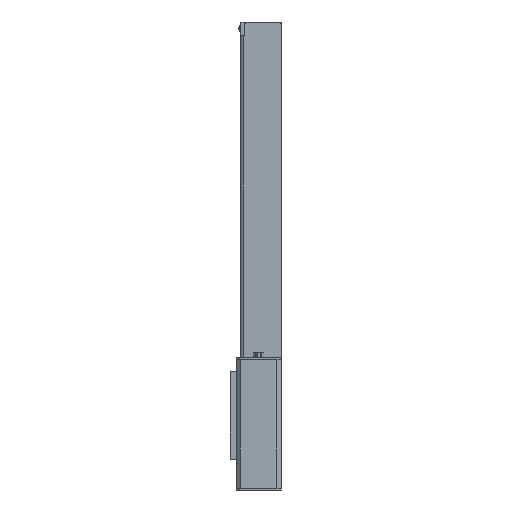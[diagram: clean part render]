
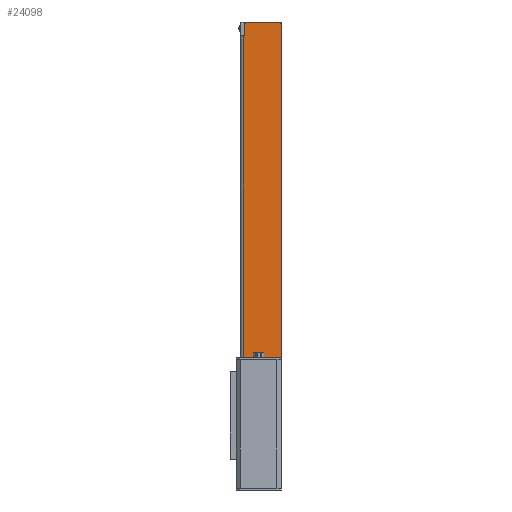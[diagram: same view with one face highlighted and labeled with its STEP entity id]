
A CAD part, left-side view. The second image highlights one B-rep face of the part: STEP entity #24098.
In plain terms, the highlighted planar face has unit normal (-1, 0, 0).
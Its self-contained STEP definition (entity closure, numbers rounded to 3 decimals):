
#133 = AXIS2_PLACEMENT_3D ( 'NONE', #13943, #23255, #21511 ) ;
#1054 = EDGE_CURVE ( 'NONE', #23464, #5617, #4193, .T. ) ;
#1124 = CARTESIAN_POINT ( 'NONE',  ( -51.27, 13., 458.673 ) ) ;
#1829 = CARTESIAN_POINT ( 'NONE',  ( -51.27, 14.125, 402. ) ) ;
#1926 = EDGE_CURVE ( 'NONE', #11966, #13356, #2384, .T. ) ;
#2284 = VERTEX_POINT ( 'NONE', #19207 ) ;
#2384 = LINE ( 'NONE', #9997, #3918 ) ;
#2566 = CARTESIAN_POINT ( 'NONE',  ( -51.27, 14.125, 414.2 ) ) ;
#3918 = VECTOR ( 'NONE', #17598, 1000. ) ;
#4193 = LINE ( 'NONE', #2566, #21245 ) ;
#5129 = CARTESIAN_POINT ( 'NONE',  ( -51.27, 14.125, 402. ) ) ;
#5235 = DIRECTION ( 'NONE',  ( 0., 0., -1. ) ) ;
#5363 = EDGE_CURVE ( 'NONE', #8592, #5617, #13276, .T. ) ;
#5491 = ORIENTED_EDGE ( 'NONE', *, *, #5363, .T. ) ;
#5617 = VERTEX_POINT ( 'NONE', #10580 ) ;
#6150 = LINE ( 'NONE', #8145, #18821 ) ;
#6392 = CIRCLE ( 'NONE', #14389, 2. ) ;
#6633 = CARTESIAN_POINT ( 'NONE',  ( -51.27, 14.125, 10. ) ) ;
#7163 = VECTOR ( 'NONE', #20648, 1000. ) ;
#8080 = ORIENTED_EDGE ( 'NONE', *, *, #19760, .T. ) ;
#8145 = CARTESIAN_POINT ( 'NONE',  ( -51.27, 14.125, 458.673 ) ) ;
#8364 = DIRECTION ( 'NONE',  ( 0., 0., -1. ) ) ;
#8475 = VERTEX_POINT ( 'NONE', #1829 ) ;
#8592 = VERTEX_POINT ( 'NONE', #17414 ) ;
#8665 = DIRECTION ( 'NONE',  ( -1., 0., 0. ) ) ;
#8703 = VECTOR ( 'NONE', #8364, 1000. ) ;
#9804 = ORIENTED_EDGE ( 'NONE', *, *, #22778, .T. ) ;
#9997 = CARTESIAN_POINT ( 'NONE',  ( -51.27, 14.125, 10. ) ) ;
#10580 = CARTESIAN_POINT ( 'NONE',  ( -51.27, -19., 414.2 ) ) ;
#10976 = CARTESIAN_POINT ( 'NONE',  ( -51.27, 11., 414.2 ) ) ;
#11240 = DIRECTION ( 'NONE',  ( 0., 0., -1. ) ) ;
#11614 = CARTESIAN_POINT ( 'NONE',  ( -51.27, -19., 12. ) ) ;
#11966 = VERTEX_POINT ( 'NONE', #6633 ) ;
#12455 = AXIS2_PLACEMENT_3D ( 'NONE', #22679, #18460, #5235 ) ;
#13007 = DIRECTION ( 'NONE',  ( 0., 1., 0. ) ) ;
#13276 = CIRCLE ( 'NONE', #12455, 2. ) ;
#13356 = VERTEX_POINT ( 'NONE', #14524 ) ;
#13708 = EDGE_CURVE ( 'NONE', #2284, #15969, #18206, .T. ) ;
#13943 = CARTESIAN_POINT ( 'NONE',  ( -51.27, 14.125, 458.673 ) ) ;
#14090 = VERTEX_POINT ( 'NONE', #15354 ) ;
#14389 = AXIS2_PLACEMENT_3D ( 'NONE', #11614, #15125, #11240 ) ;
#14524 = CARTESIAN_POINT ( 'NONE',  ( -51.27, -19., 10. ) ) ;
#14737 = EDGE_CURVE ( 'NONE', #23464, #2284, #22147, .T. ) ;
#14790 = ORIENTED_EDGE ( 'NONE', *, *, #21856, .T. ) ;
#15125 = DIRECTION ( 'NONE',  ( -1., 0., 0. ) ) ;
#15206 = VECTOR ( 'NONE', #13007, 1000. ) ;
#15354 = CARTESIAN_POINT ( 'NONE',  ( -51.27, -21., 12. ) ) ;
#15969 = VERTEX_POINT ( 'NONE', #20271 ) ;
#16490 = LINE ( 'NONE', #5129, #15206 ) ;
#16800 = LINE ( 'NONE', #24255, #7163 ) ;
#17178 = ORIENTED_EDGE ( 'NONE', *, *, #1926, .T. ) ;
#17414 = CARTESIAN_POINT ( 'NONE',  ( -51.27, -21., 412.2 ) ) ;
#17598 = DIRECTION ( 'NONE',  ( 0., -1., 0. ) ) ;
#17778 = DIRECTION ( 'NONE',  ( 0., -1., 0. ) ) ;
#18206 = LINE ( 'NONE', #1124, #8703 ) ;
#18237 = PLANE ( 'NONE',  #133 ) ;
#18269 = DIRECTION ( 'NONE',  ( 0., 0., -1. ) ) ;
#18460 = DIRECTION ( 'NONE',  ( -1., 0., 0. ) ) ;
#18821 = VECTOR ( 'NONE', #22848, 1000. ) ;
#18839 = EDGE_CURVE ( 'NONE', #8592, #14090, #16800, .T. ) ;
#19207 = CARTESIAN_POINT ( 'NONE',  ( -51.27, 13., 412.2 ) ) ;
#19655 = FACE_OUTER_BOUND ( 'NONE', #19930, .T. ) ;
#19760 = EDGE_CURVE ( 'NONE', #13356, #14090, #6392, .T. ) ;
#19930 = EDGE_LOOP ( 'NONE', ( #17178, #8080, #24221, #5491, #21027, #19977, #22372, #14790, #9804 ) ) ;
#19977 = ORIENTED_EDGE ( 'NONE', *, *, #14737, .T. ) ;
#20139 = CARTESIAN_POINT ( 'NONE',  ( -51.27, 11., 412.2 ) ) ;
#20271 = CARTESIAN_POINT ( 'NONE',  ( -51.27, 13., 402. ) ) ;
#20648 = DIRECTION ( 'NONE',  ( 0., 0., -1. ) ) ;
#20979 = AXIS2_PLACEMENT_3D ( 'NONE', #20139, #8665, #18269 ) ;
#21027 = ORIENTED_EDGE ( 'NONE', *, *, #1054, .F. ) ;
#21245 = VECTOR ( 'NONE', #17778, 1000. ) ;
#21511 = DIRECTION ( 'NONE',  ( 0., 0., -1. ) ) ;
#21856 = EDGE_CURVE ( 'NONE', #15969, #8475, #16490, .T. ) ;
#22147 = CIRCLE ( 'NONE', #20979, 2. ) ;
#22372 = ORIENTED_EDGE ( 'NONE', *, *, #13708, .T. ) ;
#22679 = CARTESIAN_POINT ( 'NONE',  ( -51.27, -19., 412.2 ) ) ;
#22778 = EDGE_CURVE ( 'NONE', #8475, #11966, #6150, .T. ) ;
#22848 = DIRECTION ( 'NONE',  ( 0., 0., -1. ) ) ;
#23255 = DIRECTION ( 'NONE',  ( 1., 0., 0. ) ) ;
#23464 = VERTEX_POINT ( 'NONE', #10976 ) ;
#24098 = ADVANCED_FACE ( 'NONE', ( #19655 ), #18237, .F. ) ;
#24221 = ORIENTED_EDGE ( 'NONE', *, *, #18839, .F. ) ;
#24255 = CARTESIAN_POINT ( 'NONE',  ( -51.27, -21., 458.673 ) ) ;
